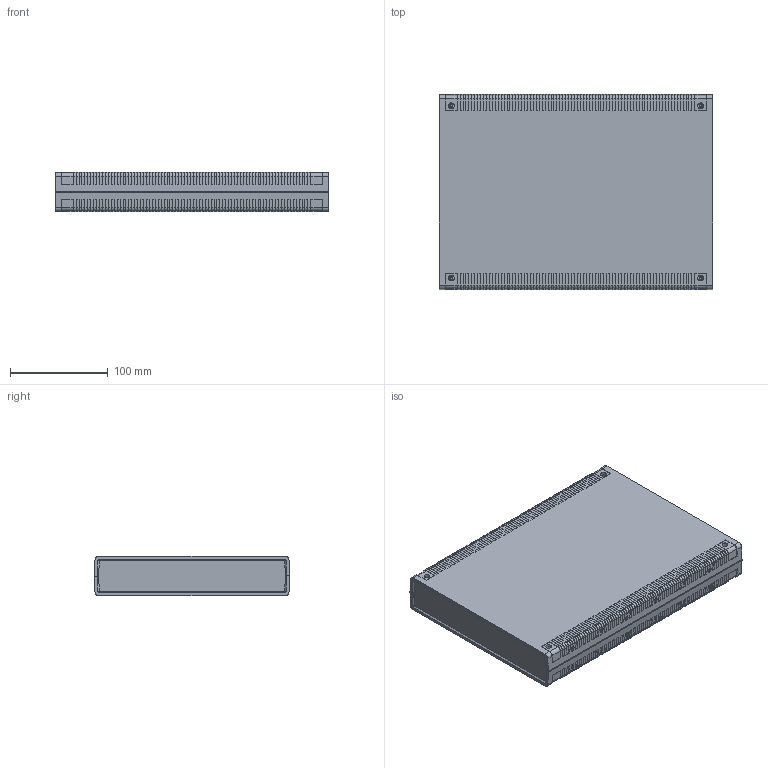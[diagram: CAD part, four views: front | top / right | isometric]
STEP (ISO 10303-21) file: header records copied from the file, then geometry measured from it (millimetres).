
FILE_DESCRIPTION (( 'STEP AP214' ), '1' );
FILE_NAME ('G769.STEP', '2013-06-06T07:35:46', ( 'NEF User' ), ( 'NEF User' ), 'SwSTEP 2.0', 'SolidWorks 2012', '' );
FILE_SCHEMA (( 'AUTOMOTIVE_DESIGN' ));
Products named in the file (1): G769
Bounding box: 280 x 200 x 40 mm (x, y, z)
Volume: 419600 mm3; surface area: 315451.8 mm2
Topology: 4 solids, 4 shells, 1962 faces, 5622 edges, 3700 vertices
Faces by surface type: plane 1470, cylinder 444, cone 48
Entity records: 63557 total; most frequent: CARTESIAN_POINT 11283, ORIENTED_EDGE 11228, DIRECTION 10522, EDGE_CURVE 5614, VECTOR 4628, LINE 4628, VERTEX_POINT 3700, AXIS2_PLACEMENT_3D 2947
